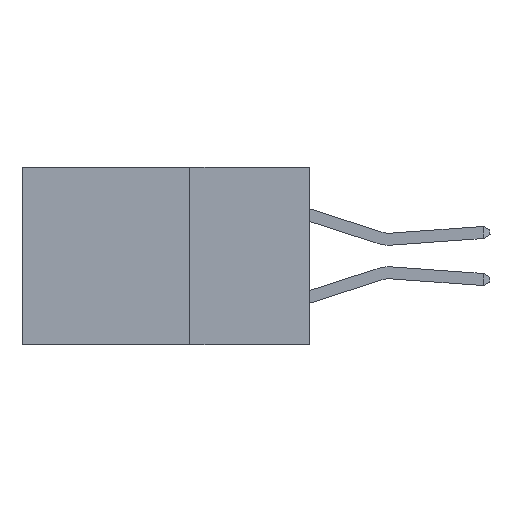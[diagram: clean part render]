
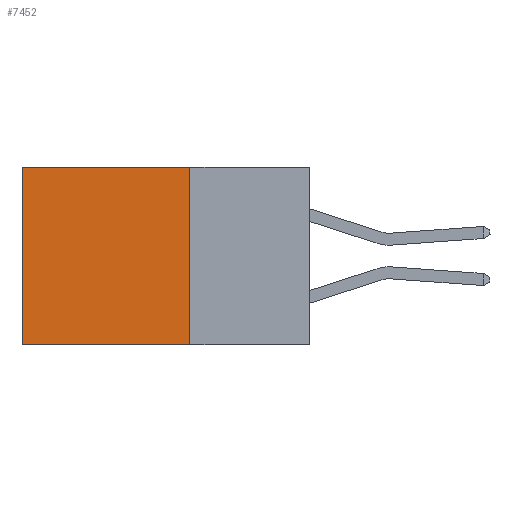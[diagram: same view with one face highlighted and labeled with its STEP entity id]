
A CAD part, left-side view. The second image highlights one B-rep face of the part: STEP entity #7452.
In plain terms, the highlighted planar face has unit normal (-1, 0, 0).
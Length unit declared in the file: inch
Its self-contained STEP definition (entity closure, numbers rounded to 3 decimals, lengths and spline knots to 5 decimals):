
#552 = ORIENTED_EDGE ( 'NONE', *, *, #15539, .F. ) ;
#930 = AXIS2_PLACEMENT_3D ( 'NONE', #19744, #14711, #4314 ) ;
#1202 = EDGE_LOOP ( 'NONE', ( #9032, #552, #3078, #9551 ) ) ;
#2172 = CARTESIAN_POINT ( 'NONE',  ( 0.2615, 0.6, 0. ) ) ;
#2448 = CARTESIAN_POINT ( 'NONE',  ( 0.2615, 0.6, -0.37 ) ) ;
#2791 = LINE ( 'NONE', #4553, #11531 ) ;
#3078 = ORIENTED_EDGE ( 'NONE', *, *, #21480, .F. ) ;
#3292 = VECTOR ( 'NONE', #6097, 39.37008 ) ;
#4274 = CARTESIAN_POINT ( 'NONE',  ( 0.2615, 0.25, 0. ) ) ;
#4314 = DIRECTION ( 'NONE',  ( 0., 0., -1. ) ) ;
#4553 = CARTESIAN_POINT ( 'NONE',  ( 0.2615, 0.25, -0.37 ) ) ;
#5175 = CARTESIAN_POINT ( 'NONE',  ( 0.2615, 0.6, -0.37 ) ) ;
#5194 = LINE ( 'NONE', #5175, #17335 ) ;
#6097 = DIRECTION ( 'NONE',  ( 0., 1., 0. ) ) ;
#7452 = ADVANCED_FACE ( 'NONE', ( #19030 ), #12982, .F. ) ;
#9032 = ORIENTED_EDGE ( 'NONE', *, *, #16370, .T. ) ;
#9551 = ORIENTED_EDGE ( 'NONE', *, *, #15516, .T. ) ;
#9785 = CARTESIAN_POINT ( 'NONE',  ( 0.2615, 0.25, 0. ) ) ;
#10876 = VERTEX_POINT ( 'NONE', #2448 ) ;
#11531 = VECTOR ( 'NONE', #13210, 39.37008 ) ;
#12982 = PLANE ( 'NONE',  #930 ) ;
#13210 = DIRECTION ( 'NONE',  ( 0., 0., -1. ) ) ;
#14711 = DIRECTION ( 'NONE',  ( 1., 0., 0. ) ) ;
#15452 = CARTESIAN_POINT ( 'NONE',  ( 0.2615, 0.25, -0.37 ) ) ;
#15516 = EDGE_CURVE ( 'NONE', #19453, #20455, #17111, .T. ) ;
#15520 = DIRECTION ( 'NONE',  ( 0., 0., -1. ) ) ;
#15539 = EDGE_CURVE ( 'NONE', #18295, #10876, #21158, .T. ) ;
#16370 = EDGE_CURVE ( 'NONE', #20455, #10876, #5194, .T. ) ;
#16572 = VECTOR ( 'NONE', #21574, 39.37008 ) ;
#17111 = LINE ( 'NONE', #4274, #3292 ) ;
#17335 = VECTOR ( 'NONE', #15520, 39.37008 ) ;
#18295 = VERTEX_POINT ( 'NONE', #15452 ) ;
#19030 = FACE_OUTER_BOUND ( 'NONE', #1202, .T. ) ;
#19453 = VERTEX_POINT ( 'NONE', #9785 ) ;
#19744 = CARTESIAN_POINT ( 'NONE',  ( 0.2615, 0.25, -0.37 ) ) ;
#19842 = CARTESIAN_POINT ( 'NONE',  ( 0.2615, 0.25, -0.37 ) ) ;
#20455 = VERTEX_POINT ( 'NONE', #2172 ) ;
#21158 = LINE ( 'NONE', #19842, #16572 ) ;
#21480 = EDGE_CURVE ( 'NONE', #19453, #18295, #2791, .T. ) ;
#21574 = DIRECTION ( 'NONE',  ( 0., 1., 0. ) ) ;
